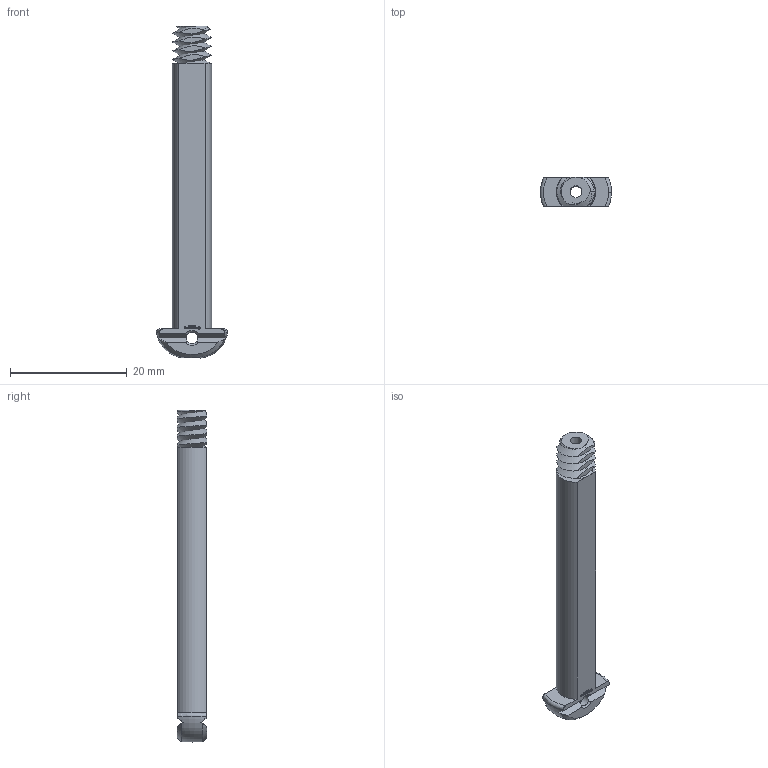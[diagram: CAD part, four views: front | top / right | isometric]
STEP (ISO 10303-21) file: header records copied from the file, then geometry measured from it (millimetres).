
FILE_DESCRIPTION(('FreeCAD Model'),'2;1');
FILE_NAME('Open CASCADE Shape Model','2023-11-07T17:22:42',(''),(''), 'Open CASCADE STEP processor 7.6','FreeCAD','Unknown');
FILE_SCHEMA(('AUTOMOTIVE_DESIGN { 1 0 10303 214 1 1 1 1 }'));
Products named in the file (1): Shoulder Screw RH RHD BU03.75 - SPN-SSC-0055 (stemfie.org)
Bounding box: 12.2 x 5 x 56.85 mm (x, y, z)
Volume: 1533.4 mm3; surface area: 1698.2 mm2
Topology: 1 solids, 1 shells, 582 faces, 1651 edges, 1097 vertices
Faces by surface type: plane 319, extrusion 228, bspline 15, cone 10, cylinder 6, torus 3, revolution 1
Full cylindrical faces by diameter (mm): 2 x2, 2.001 x1
Entity records: 47857 total; most frequent: CARTESIAN_POINT 16888, DIRECTION 4728, VECTOR 3915, LINE 3687, ORIENTED_EDGE 3302, PCURVE 3302, DEFINITIONAL_REPRESENTATION 3302, EDGE_CURVE 1651
